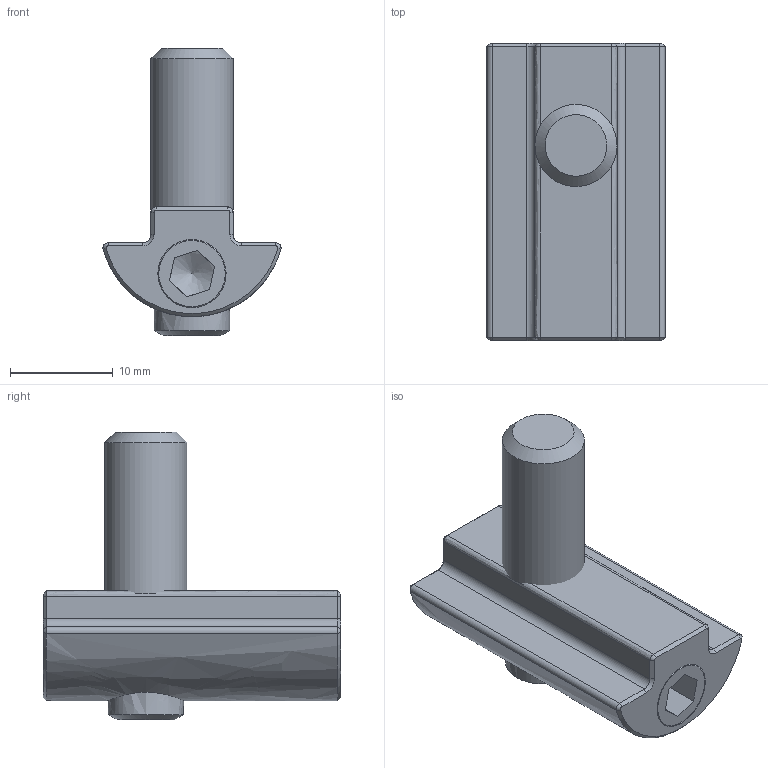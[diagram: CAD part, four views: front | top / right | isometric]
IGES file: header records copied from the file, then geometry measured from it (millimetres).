
Global section: file name: SV1301V_A; native system: Autodesk Inventor 2015; preprocessor: unknown; author: M. Boeke; date: 20151130.162948; units: millimetre
Bounding box: 17.37 x 29 x 28 mm (x, y, z)
Volume: 4434 mm3; surface area: 3292.5 mm2
Topology: 3 solids, 3 shells, 63 faces, 155 edges, 96 vertices
Faces by surface type: bspline 63
